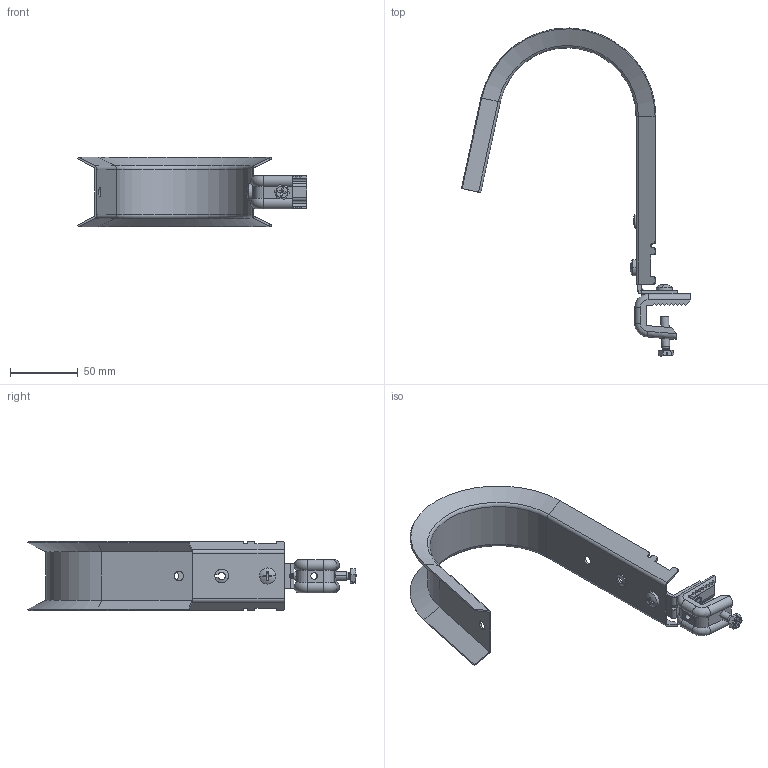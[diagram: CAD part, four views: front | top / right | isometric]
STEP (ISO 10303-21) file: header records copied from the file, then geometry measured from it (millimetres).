
FILE_DESCRIPTION (( 'STEP AP203' ), '1' );
FILE_NAME ('WJH64ACPBC.STEP', '2024-03-27T01:19:35', ( '' ), ( '' ), 'SwSTEP 2.0', 'SolidWorks 2021', '' );
FILE_SCHEMA (( 'CONFIG_CONTROL_DESIGN' ));
Length unit declared in the file: millimetre
Products named in the file (7): hex nuts, style 1-grades ab gb_GB_FASTENER_NUT_SNAB1 M6-N; ZQJH64-0001; WJH64ACPBC; PBC; 1.4-20 葩磁羞_GB_FASTENER_BOLT_CRHHI M6X25-N; ZAB14; cross recessed pan head screws gb_GB_CROSS_SCREWS_TYPE1 M6X8-8  H type-N
Assembly tree (7 placements, depth 2):
  WJH64ACPBC
    ZAB14
    PBC
    1.4-20 葩磁羞_GB_FASTENER_BOLT_CRHHI M6X25-N
    cross recessed pan head screws gb_GB_CROSS_SCREWS_TYPE1 M6X8-8  H type-N  x2
    hex nuts, style 1-grades ab gb_GB_FASTENER_NUT_SNAB1 M6-N
    ZQJH64-0001
Bounding box: 169.62 x 242.68 x 51.43 mm (x, y, z)
Volume: 42046.7 mm3; surface area: 59345.4 mm2
Topology: 7 solids, 7 shells, 334 faces, 850 edges, 536 vertices
Faces by surface type: plane 183, cylinder 108, cone 19, torus 16, sphere 4, bspline 4
Entity records: 10443 total; most frequent: CARTESIAN_POINT 2188, DIRECTION 1573, ORIENTED_EDGE 1568, EDGE_CURVE 784, AXIS2_PLACEMENT_3D 538, LINE 497, VECTOR 497, VERTEX_POINT 492
